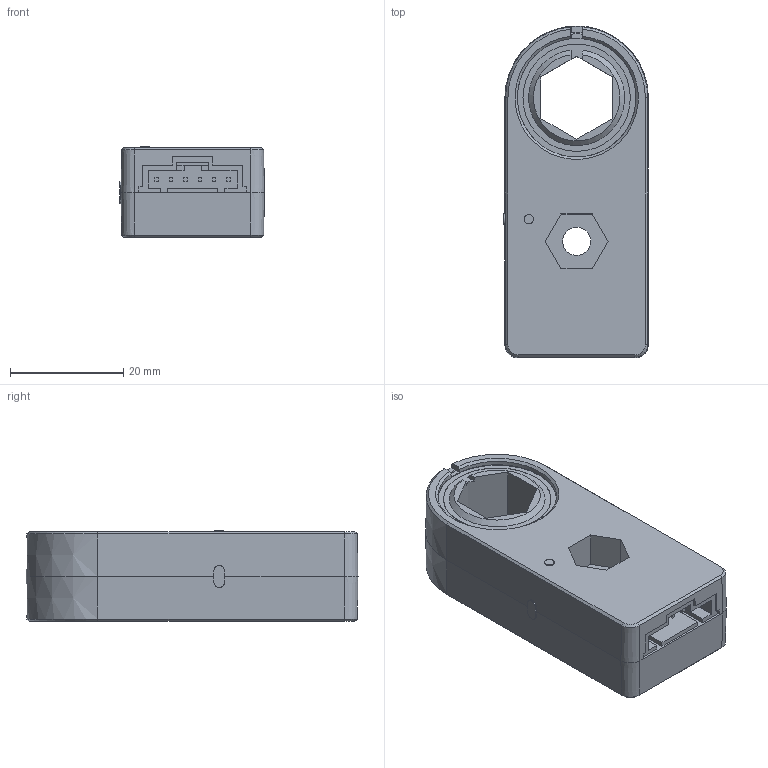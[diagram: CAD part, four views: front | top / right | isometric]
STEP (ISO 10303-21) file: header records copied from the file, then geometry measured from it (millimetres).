
FILE_DESCRIPTION(/* description */ ('STEP AP242','CAx-IF Rec.Pracs.---Representation and Presentation of Product Manufacturing Information (PMI)---4.0---2014-10-13','CAx-IF Rec.Pracs.---3D Tessellated Geometry---0.4---2014-09-14','2;1'),/* implementation_level */ '2;1');
FILE_NAME(/* name */ '67dde92e16f06f47f0bd92fb',/* time_stamp */ '2025-03-21T22:33:18Z',/* author */ (''),/* organization */ (''),/* preprocessor_version */ 'ST-DEVELOPER v20',/* originating_system */ 'ONSHAPE BY PTC INC, 1.195',/* authorisation */ ' ');
FILE_SCHEMA (('AP242_MANAGED_MODEL_BASED_3D_ENGINEERING_MIM_LF { 1 0 10303 442 1 1 4 }'));
Length unit declared in the file: metre
Products named in the file (1): WCP ThroughBore Powered by CANcoder (1/2" Hex)
Bounding box: 25.63 x 58.74 x 16.07 mm (x, y, z)
Volume: 18155.2 mm3; surface area: 6820.9 mm2
Topology: 1 solids, 3 shells, 171 faces, 438 edges, 282 vertices
Faces by surface type: plane 139, cone 21, cylinder 11
Full cylindrical faces by diameter (mm): 1.657 x1, 4.978 x1, 19 x2, 21 x2, 23 x1
Entity records: 5311 total; most frequent: CARTESIAN_POINT 870, ORIENTED_EDGE 846, DIRECTION 829, EDGE_CURVE 423, LINE 361, VECTOR 361, VERTEX_POINT 275, AXIS2_PLACEMENT_3D 234
